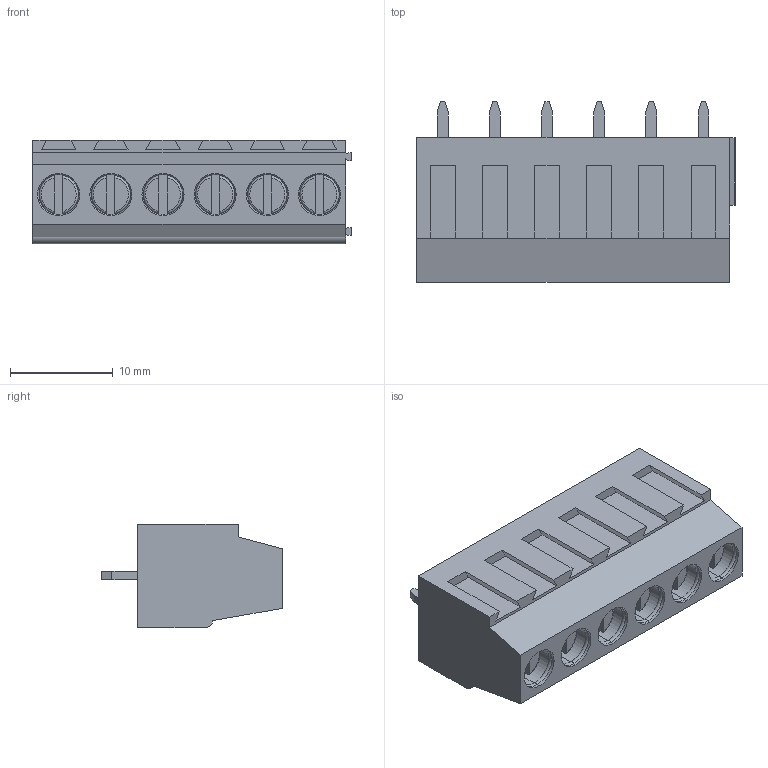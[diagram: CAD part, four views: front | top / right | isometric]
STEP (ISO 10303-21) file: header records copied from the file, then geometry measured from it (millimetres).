
FILE_DESCRIPTION((''),'2;1');
FILE_NAME('DB128L-508-2P','2022-06-03T',('86134'),(''),'PRO/ENGINEER BY PARAMETRIC TECHNOLOGY CORPORATION, 2010280','PRO/ENGINEER BY PARAMETRIC TECHNOLOGY CORPORATION, 2010280','');
FILE_SCHEMA(('CONFIG_CONTROL_DESIGN'));
Length unit declared in the file: millimetre
Products named in the file (1): DB128L-508-2P
Bounding box: 31.05 x 17.6 x 10.1 mm (x, y, z)
Volume: 3473.8 mm3; surface area: 2612 mm2
Topology: 1 solids, 25 shells, 515 faces, 1243 edges, 815 vertices
Faces by surface type: plane 342, cylinder 93, torus 36, cone 24, bspline 12, extrusion 8
Entity records: 16858 total; most frequent: CARTESIAN_POINT 4813, ORIENTED_EDGE 2486, DIRECTION 2412, EDGE_CURVE 1243, VERTEX_POINT 815, VECTOR 808, AXIS2_PLACEMENT_3D 802, LINE 800
